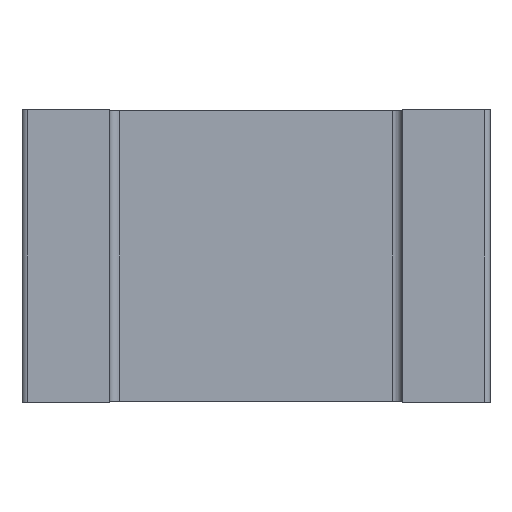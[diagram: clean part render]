
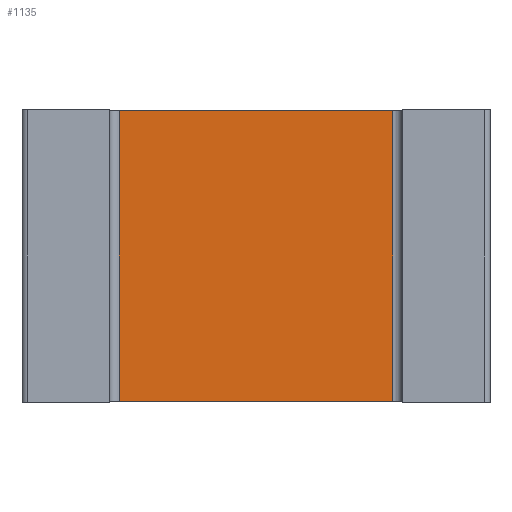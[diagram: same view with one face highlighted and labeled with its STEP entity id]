
A CAD part, front view. The second image highlights one B-rep face of the part: STEP entity #1135.
In plain terms, the highlighted planar face has unit normal (0, -1, 0).
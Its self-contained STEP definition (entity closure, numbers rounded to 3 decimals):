
#77 = VERTEX_POINT ( 'NONE', #1136 ) ;
#89 = VERTEX_POINT ( 'NONE', #1061 ) ;
#210 = DIRECTION ( 'NONE',  ( -1., 0., 0. ) ) ;
#215 = CARTESIAN_POINT ( 'NONE',  ( -0.634, 0.075, -0.63 ) ) ;
#314 = AXIS2_PLACEMENT_3D ( 'NONE', #755, #756, #757 ) ;
#328 = EDGE_LOOP ( 'NONE', ( #557, #558, #559, #560 ) ) ;
#377 = LINE ( 'NONE', #215, #390 ) ;
#390 = VECTOR ( 'NONE', #210, 1000. ) ;
#425 = LINE ( 'NONE', #816, #433 ) ;
#426 = LINE ( 'NONE', #820, #431 ) ;
#431 = VECTOR ( 'NONE', #822, 1000. ) ;
#433 = VECTOR ( 'NONE', #823, 1000. ) ;
#454 = LINE ( 'NONE', #494, #457 ) ;
#457 = VECTOR ( 'NONE', #496, 1000. ) ;
#461 = FACE_OUTER_BOUND ( 'NONE', #328, .T. ) ;
#494 = CARTESIAN_POINT ( 'NONE',  ( -0.634, 0.075, 0.63 ) ) ;
#496 = DIRECTION ( 'NONE',  ( 1., 0., 0. ) ) ;
#498 = CARTESIAN_POINT ( 'NONE',  ( -0.594, 0.075, 0.63 ) ) ;
#557 = ORIENTED_EDGE ( 'NONE', *, *, #852, .F. ) ;
#558 = ORIENTED_EDGE ( 'NONE', *, *, #891, .T. ) ;
#559 = ORIENTED_EDGE ( 'NONE', *, *, #1015, .F. ) ;
#560 = ORIENTED_EDGE ( 'NONE', *, *, #890, .T. ) ;
#733 = CARTESIAN_POINT ( 'NONE',  ( 0.594, 0.075, 0.63 ) ) ;
#738 = PLANE ( 'NONE',  #314 ) ;
#755 = CARTESIAN_POINT ( 'NONE',  ( 0., 0.075, 0. ) ) ;
#756 = DIRECTION ( 'NONE',  ( 0., 1., 0. ) ) ;
#757 = DIRECTION ( 'NONE',  ( 0., 0., 1. ) ) ;
#816 = CARTESIAN_POINT ( 'NONE',  ( 0.594, 0.075, 0.63 ) ) ;
#820 = CARTESIAN_POINT ( 'NONE',  ( -0.594, 0.075, -0.63 ) ) ;
#822 = DIRECTION ( 'NONE',  ( 0., 0., -1. ) ) ;
#823 = DIRECTION ( 'NONE',  ( 0., 0., 1. ) ) ;
#852 = EDGE_CURVE ( 'NONE', #77, #89, #377, .T. ) ;
#890 = EDGE_CURVE ( 'NONE', #1073, #89, #426, .T. ) ;
#891 = EDGE_CURVE ( 'NONE', #77, #1074, #425, .T. ) ;
#1015 = EDGE_CURVE ( 'NONE', #1073, #1074, #454, .T. ) ;
#1061 = CARTESIAN_POINT ( 'NONE',  ( -0.594, 0.075, -0.63 ) ) ;
#1073 = VERTEX_POINT ( 'NONE', #498 ) ;
#1074 = VERTEX_POINT ( 'NONE', #733 ) ;
#1135 = ADVANCED_FACE ( 'NONE', ( #461 ), #738, .F. ) ;
#1136 = CARTESIAN_POINT ( 'NONE',  ( 0.594, 0.075, -0.63 ) ) ;
